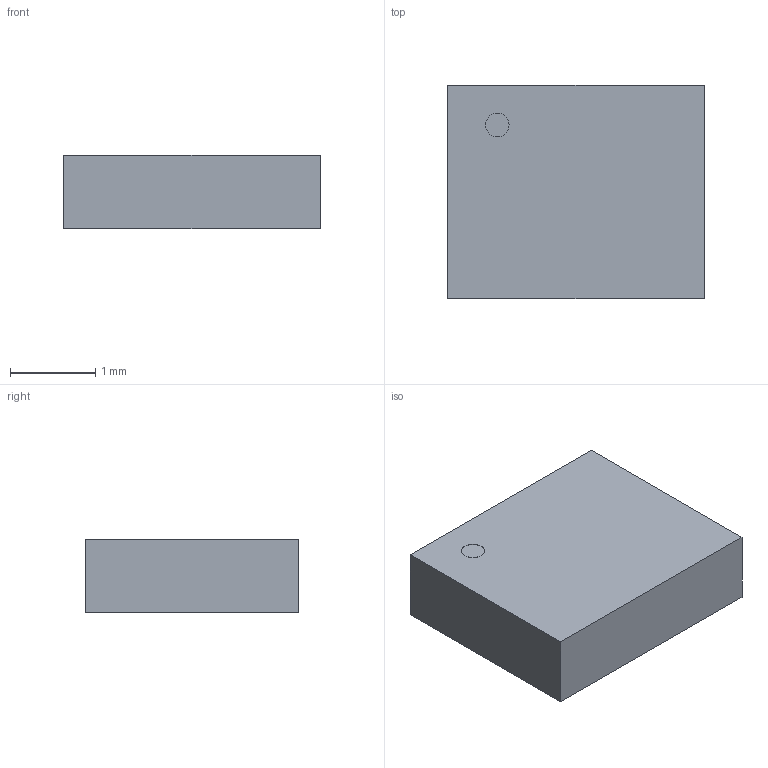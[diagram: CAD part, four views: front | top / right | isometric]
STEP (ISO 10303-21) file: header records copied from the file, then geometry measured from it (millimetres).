
FILE_DESCRIPTION(('FreeCAD Model'),'2;1');
FILE_NAME('User Library-LGA-14 2.5x3.step', '2017-10-23T15:30:35',('kicad StepUp'),('ksu MCAD'), 'Open CASCADE STEP processor 6.8','FreeCAD','Unknown');
FILE_SCHEMA(('AUTOMOTIVE_DESIGN_CC2 { 1 2 10303 214 -1 1 5 4 }'));
Length unit declared in the file: millimetre
Products named in the file (2): ASSEMBLY; User_Library-LGA-14_2.5x3
Assembly tree (1 placements, depth 2):
  ASSEMBLY
    User_Library-LGA-14_2.5x3
Bounding box: 3 x 2.5 x 0.86 mm (x, y, z)
Volume: 6.4 mm3; surface area: 24.7 mm2
Topology: 1 solids, 1 shells, 80 faces, 189 edges, 126 vertices
Faces by surface type: plane 78, cylinder 2
Entity records: 2849 total; most frequent: CARTESIAN_POINT 397, ORIENTED_EDGE 378, DIRECTION 357, EDGE_CURVE 189, LINE 185, VECTOR 185, VERTEX_POINT 126, FACE_BOUND 95
